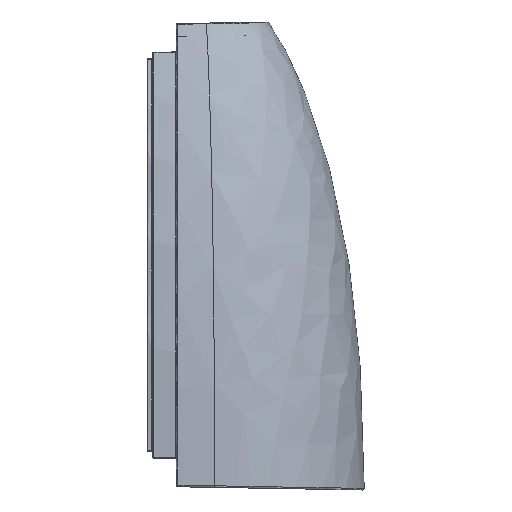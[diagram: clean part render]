
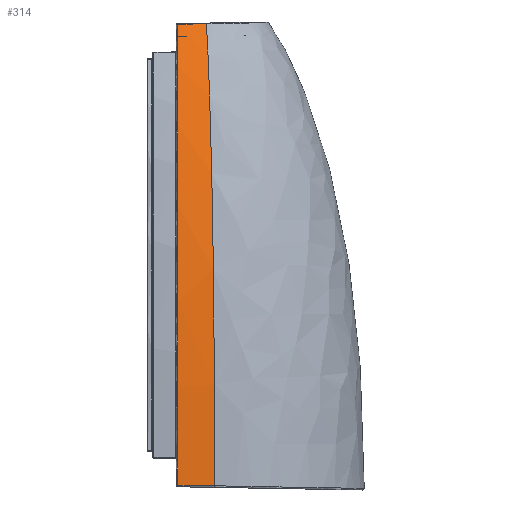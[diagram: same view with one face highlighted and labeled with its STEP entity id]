
A CAD part, front view. The second image highlights one B-rep face of the part: STEP entity #314.
In plain terms, the highlighted free-form (B-spline) face has degree [1, 3] with [2, 19] control points.
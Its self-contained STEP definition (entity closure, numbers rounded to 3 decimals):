
#314=ADVANCED_FACE($,(#724),#4773,.T.);
#724=FACE_OUTER_BOUND($,#1155,.T.);
#1155=EDGE_LOOP($,(#2448,#2449,#2450,#2451));
#2448=ORIENTED_EDGE($,*,*,#3821,.T.);
#2449=ORIENTED_EDGE($,*,*,#3820,.T.);
#2450=ORIENTED_EDGE($,*,*,#3822,.T.);
#2451=ORIENTED_EDGE($,*,*,#3823,.T.);
#3820=EDGE_CURVE($,#4546,#4545,#5380,.T.);
#3821=EDGE_CURVE($,#4547,#4546,#5381,.T.);
#3822=EDGE_CURVE($,#4545,#4543,#5382,.T.);
#3823=EDGE_CURVE($,#4543,#4547,#5383,.T.);
#4543=VERTEX_POINT($,#14576);
#4545=VERTEX_POINT($,#14578);
#4546=VERTEX_POINT($,#14579);
#4547=VERTEX_POINT($,#14580);
#4773=B_SPLINE_SURFACE_WITH_KNOTS($,1,3,((#13409,#13410,#13411,#13412,#13413,
#13414,#13415,#13416,#13417,#13418,#13419,#13420,#13421,#13422,#13423,#13424,
#13425,#13426,#13427),(#13428,#13429,#13430,#13431,#13432,#13433,#13434,
#13435,#13436,#13437,#13438,#13439,#13440,#13441,#13442,#13443,#13444,#13445,
#13446)),.UNSPECIFIED.,.F.,.F.,.F.,(2,2),(4,2,2,2,2,2,2,1,2,4),(0.,18.369),
(1.413,14.954,29.907,59.814,119.628,
179.442,209.349,224.303,231.779,237.837),
.UNSPECIFIED.);
#5380=B_SPLINE_CURVE_WITH_KNOTS($,3,(#12469,#12470,#12471,#12472,#12473,
#12474,#12475,#12476,#12477,#12478,#12479,#12480,#12481,#12482,#12483,#12484,
#12485,#12486,#12487),.UNSPECIFIED.,.F.,.F.,(4,2,1,2,2,2,2,2,2,4),(-237.837,
-231.779,-224.303,-209.349,-179.442,
-119.628,-59.814,-29.907,-14.954,-1.413),
.UNSPECIFIED.);
#5381=B_SPLINE_CURVE_WITH_KNOTS($,3,(#12488,#12489,#12490,#12491),.UNSPECIFIED.,
.F.,.F.,(4,4),(-1.,0.),.UNSPECIFIED.);
#5382=B_SPLINE_CURVE_WITH_KNOTS($,3,(#12492,#12493,#12494,#12495),.UNSPECIFIED.,
.F.,.F.,(4,4),(-1.,0.),.UNSPECIFIED.);
#5383=B_SPLINE_CURVE_WITH_KNOTS($,3,(#12496,#12497,#12498,#12499,#12500,
#12501,#12502,#12503,#12504,#12505,#12506,#12507),.UNSPECIFIED.,.F.,.F.,
(4,2,2,2,2,4),(-1.,-0.875,-0.75,-0.5,
-0.25,0.),.UNSPECIFIED.);
#12469=CARTESIAN_POINT($,(18.946,-80.691,-110.611));
#12470=CARTESIAN_POINT($,(18.946,-80.689,-107.301));
#12471=CARTESIAN_POINT($,(18.945,-80.678,-104.006));
#12472=CARTESIAN_POINT($,(18.939,-80.606,-96.764));
#12473=CARTESIAN_POINT($,(18.921,-80.409,-84.945));
#12474=CARTESIAN_POINT($,(18.885,-79.99,-73.671));
#12475=CARTESIAN_POINT($,(18.788,-78.882,-51.829));
#12476=CARTESIAN_POINT($,(18.691,-77.782,-38.211));
#12477=CARTESIAN_POINT($,(18.326,-73.602,-0.031));
#12478=CARTESIAN_POINT($,(17.979,-69.639,21.856));
#12479=CARTESIAN_POINT($,(17.174,-60.433,59.314));
#12480=CARTESIAN_POINT($,(16.715,-55.189,74.886));
#12481=CARTESIAN_POINT($,(16.013,-47.165,94.118));
#12482=CARTESIAN_POINT($,(15.776,-44.463,99.844));
#12483=CARTESIAN_POINT($,(15.419,-40.379,107.489));
#12484=CARTESIAN_POINT($,(15.3,-39.012,109.88));
#12485=CARTESIAN_POINT($,(15.071,-36.399,114.15));
#12486=CARTESIAN_POINT($,(14.961,-35.146,116.036));
#12487=CARTESIAN_POINT($,(14.853,-33.906,117.839));
#12488=CARTESIAN_POINT($,(0.756,-82.283,-110.293));
#12489=CARTESIAN_POINT($,(6.819,-81.752,-110.399));
#12490=CARTESIAN_POINT($,(12.883,-81.222,-110.505));
#12491=CARTESIAN_POINT($,(18.946,-80.691,-110.611));
#12492=CARTESIAN_POINT($,(14.853,-33.906,117.839));
#12493=CARTESIAN_POINT($,(10.15,-34.376,117.756));
#12494=CARTESIAN_POINT($,(5.447,-34.845,117.674));
#12495=CARTESIAN_POINT($,(0.744,-35.314,117.591));
#12496=CARTESIAN_POINT($,(0.744,-35.314,117.591));
#12497=CARTESIAN_POINT($,(0.742,-38.035,113.652));
#12498=CARTESIAN_POINT($,(0.74,-40.773,109.21));
#12499=CARTESIAN_POINT($,(0.731,-46.17,99.046));
#12500=CARTESIAN_POINT($,(0.727,-48.845,93.356));
#12501=CARTESIAN_POINT($,(0.725,-56.799,74.274));
#12502=CARTESIAN_POINT($,(0.736,-61.991,58.872));
#12503=CARTESIAN_POINT($,(0.757,-71.116,21.944));
#12504=CARTESIAN_POINT($,(0.76,-75.05,0.424));
#12505=CARTESIAN_POINT($,(0.76,-80.639,-49.54));
#12506=CARTESIAN_POINT($,(0.753,-82.252,-78.098));
#12507=CARTESIAN_POINT($,(0.756,-82.283,-110.293));
#13409=CARTESIAN_POINT($,(14.853,-33.906,117.838));
#13410=CARTESIAN_POINT($,(14.961,-35.146,116.036));
#13411=CARTESIAN_POINT($,(15.071,-36.399,114.149));
#13412=CARTESIAN_POINT($,(15.3,-39.012,109.88));
#13413=CARTESIAN_POINT($,(15.419,-40.379,107.488));
#13414=CARTESIAN_POINT($,(15.776,-44.463,99.843));
#13415=CARTESIAN_POINT($,(16.013,-47.164,94.118));
#13416=CARTESIAN_POINT($,(16.715,-55.189,74.885));
#13417=CARTESIAN_POINT($,(17.174,-60.433,59.314));
#13418=CARTESIAN_POINT($,(17.979,-69.639,21.856));
#13419=CARTESIAN_POINT($,(18.326,-73.601,-0.031));
#13420=CARTESIAN_POINT($,(18.691,-77.782,-38.211));
#13421=CARTESIAN_POINT($,(18.788,-78.881,-51.829));
#13422=CARTESIAN_POINT($,(18.885,-79.99,-73.671));
#13423=CARTESIAN_POINT($,(18.921,-80.408,-84.945));
#13424=CARTESIAN_POINT($,(18.939,-80.605,-96.764));
#13425=CARTESIAN_POINT($,(18.945,-80.678,-104.006));
#13426=CARTESIAN_POINT($,(18.946,-80.688,-107.301));
#13427=CARTESIAN_POINT($,(18.946,-80.691,-110.611));
#13428=CARTESIAN_POINT($,(-3.446,-35.507,117.838));
#13429=CARTESIAN_POINT($,(-3.338,-36.747,116.036));
#13430=CARTESIAN_POINT($,(-3.228,-38.,114.149));
#13431=CARTESIAN_POINT($,(-2.999,-40.613,109.88));
#13432=CARTESIAN_POINT($,(-2.88,-41.98,107.488));
#13433=CARTESIAN_POINT($,(-2.523,-46.064,99.843));
#13434=CARTESIAN_POINT($,(-2.286,-48.765,94.118));
#13435=CARTESIAN_POINT($,(-1.584,-56.79,74.885));
#13436=CARTESIAN_POINT($,(-1.125,-62.033,59.314));
#13437=CARTESIAN_POINT($,(-0.32,-71.24,21.856));
#13438=CARTESIAN_POINT($,(0.027,-75.202,-0.031));
#13439=CARTESIAN_POINT($,(0.392,-79.383,-38.211));
#13440=CARTESIAN_POINT($,(0.489,-80.482,-51.829));
#13441=CARTESIAN_POINT($,(0.586,-81.591,-73.671));
#13442=CARTESIAN_POINT($,(0.622,-82.009,-84.945));
#13443=CARTESIAN_POINT($,(0.639,-82.206,-96.764));
#13444=CARTESIAN_POINT($,(0.646,-82.279,-104.006));
#13445=CARTESIAN_POINT($,(0.647,-82.289,-107.301));
#13446=CARTESIAN_POINT($,(0.647,-82.292,-110.611));
#14576=CARTESIAN_POINT($,(0.744,-35.314,117.591));
#14578=CARTESIAN_POINT($,(14.853,-33.906,117.839));
#14579=CARTESIAN_POINT($,(18.946,-80.691,-110.611));
#14580=CARTESIAN_POINT($,(0.756,-82.283,-110.293));
